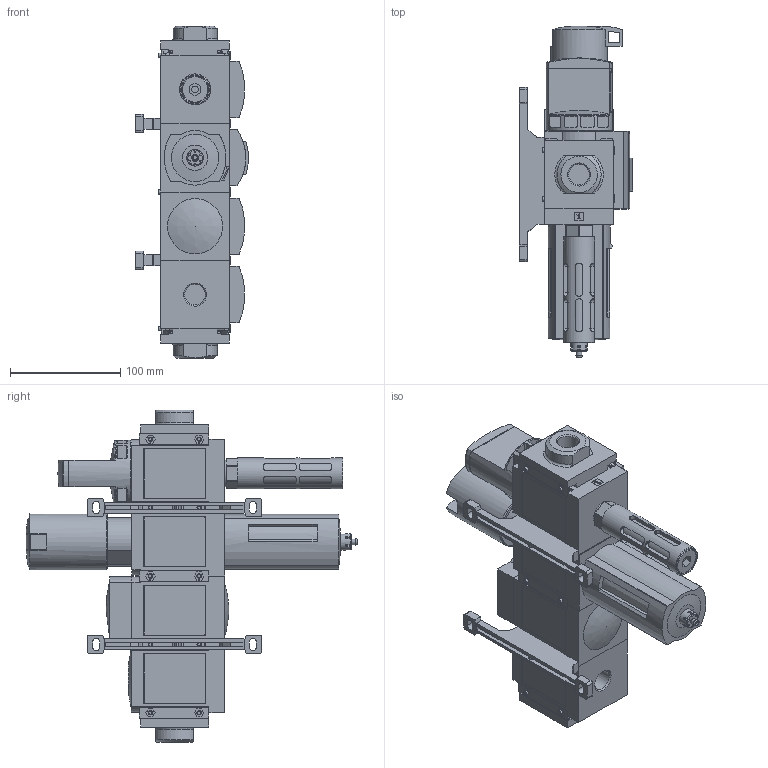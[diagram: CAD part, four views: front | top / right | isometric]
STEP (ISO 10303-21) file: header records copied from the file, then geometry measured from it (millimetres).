
FILE_DESCRIPTION( ( 'STEP AP214' ), '1' );
FILE_NAME( '531030_MSB6-AGD_C4_J79_A1_F1-WP.stp', '2023-01-02T15:29:57', ( 'License CC BY-ND 4.0' ), ( 'CADENAS' ), ' ', 'PARTsolutions', ' ' );
FILE_SCHEMA( ( 'AUTOMOTIVE_DESIGN { 1 0 10303 214 1 1 1 1 }' ) );
Length unit declared in the file: millimetre
Products named in the file (12): 531030 MSB6-AGD:C4:J79:A1:F1-WP; HI_541279 MS6-EM1-AGD-S1D; _6844 U-1/2-B; HI_374264 MS6; HI_526082 MS6-AGD---(000pr); _5206604 MS6-MV-B; _8134994 MS6-MV-B; HI_526490 MS6-LFR-AGD-D7-ERM-RG-AS1D; _KOND MS6-1-1; _532195 MS6-WP---(w); HI_527684 MS6-DL-AGD1D; HI_527676 MS6-FRM-AGD1P1
Assembly tree (22 placements, depth 2):
  531030 MSB6-AGD:C4:J79:A1:F1-WP
    HI_541279 MS6-EM1-AGD-S1D
    _6844 U-1/2-B
    HI_374264 MS6  x4
    HI_526082 MS6-AGD---(000pr)  x2
    _5206604 MS6-MV-B  x3
    _8134994 MS6-MV-B  x5
    HI_526490 MS6-LFR-AGD-D7-ERM-RG-AS1D
    _KOND MS6-1-1
    _532195 MS6-WP---(w)  x2
    HI_527684 MS6-DL-AGD1D
    HI_527676 MS6-FRM-AGD1P1
Bounding box: 102.6 x 300.3 x 301 mm (x, y, z)
Volume: 2130305 mm3; surface area: 343810.9 mm2
Topology: 22 solids, 22 shells, 2536 faces, 6896 edges, 4534 vertices
Faces by surface type: plane 1759, cylinder 625, cone 109, torus 32, sphere 8, bspline 3
Full cylindrical faces by diameter (mm): 3.242 x10, 3.4 x10, 3.8 x1, 4 x10, 4.5 x6, 4.6 x10, 5 x1, 5.5 x8, 6 x1, 7 x1, 7.6 x10, 7.8 x10, 9.4 x1, 10 x1, 14.1 x1, 15 x1, 18.631 x13, 21.1 x1, 22.5 x1, 23.15 x1, 24 x4, 28 x1, 29 x1, 51 x1, 60 x1
Entity records: 65711 total; most frequent: CARTESIAN_POINT 12162, ORIENTED_EDGE 8474, DIRECTION 8168, EDGE_CURVE 4237, LINE 3058, VECTOR 3058, VERTEX_POINT 2855, AXIS2_PLACEMENT_3D 2555
